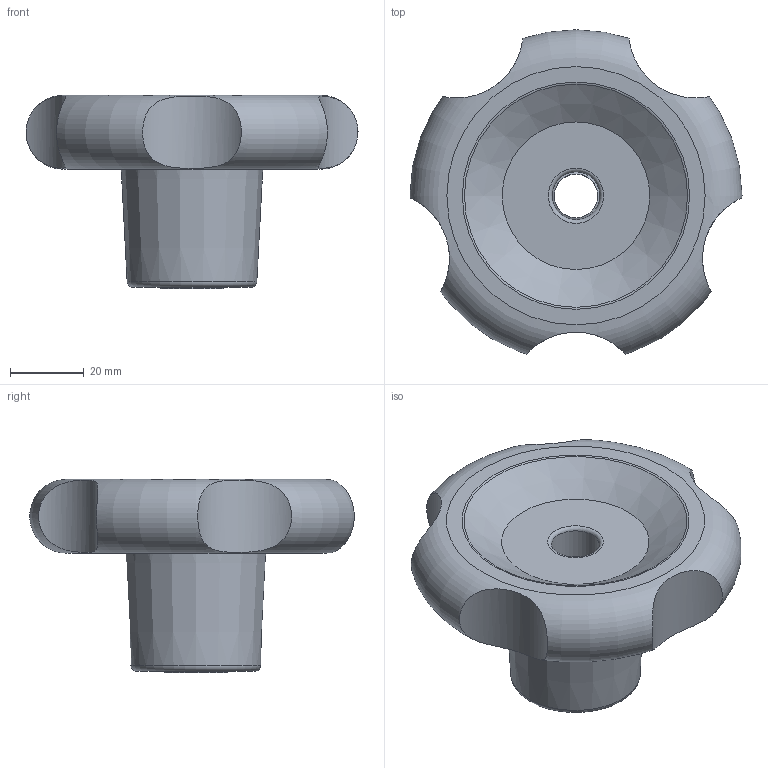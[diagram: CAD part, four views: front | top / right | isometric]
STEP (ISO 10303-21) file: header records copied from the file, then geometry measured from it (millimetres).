
FILE_DESCRIPTION( ( 'Unknown' ), '1' );
FILE_NAME( '6122020_VUB90_FP_M14.stp', 'Unknown', ( 'Unknown' ), ( 'Unknown' ), 'PSStep 11.0', 'Unknown', ' ' );
FILE_SCHEMA( ( 'AUTOMOTIVE_DESIGN { 1 0 10303 214 1 1 1 1 }' ) );
Length unit declared in the file: millimetre
Products named in the file (1): 6122020
Bounding box: 89.99 x 87.95 x 52.4 mm (x, y, z)
Volume: 101706.7 mm3; surface area: 23108.1 mm2
Topology: 1 solids, 1 shells, 26 faces, 47 edges, 32 vertices
Faces by surface type: cylinder 8, torus 7, plane 6, cone 4, sphere 1
Full cylindrical faces by diameter (mm): 11.835 x1, 13 x1, 17 x1
Entity records: 1264 total; most frequent: CARTESIAN_POINT 606, DIRECTION 96, EDGE_LOOP 52, ORIENTED_EDGE 52, AXIS2_PLACEMENT_3D 48, FACE_OUTER_BOUND 37, STYLED_ITEM 26, PRESENTATION_STYLE_ASSIGNMENT 26
